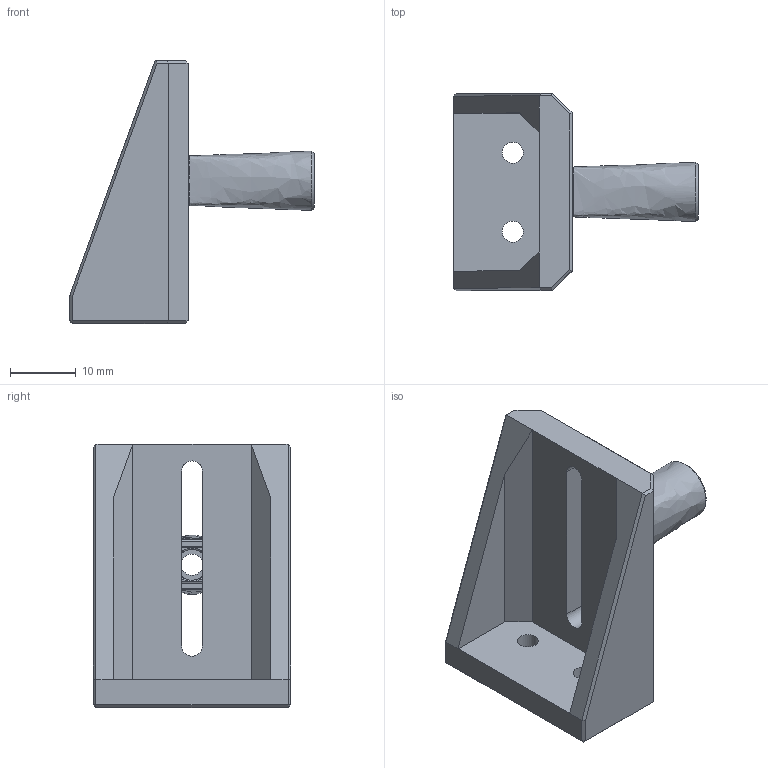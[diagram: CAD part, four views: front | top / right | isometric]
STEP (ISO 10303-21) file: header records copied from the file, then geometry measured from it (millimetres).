
FILE_DESCRIPTION (( 'STEP AP214' ), '1' );
FILE_NAME ('beefy_depressor_mount_aaasembly.STEP', '2024-02-14T15:15:02', ( '' ), ( '' ), 'SwSTEP 2.0', 'SolidWorks 2024', '' );
FILE_SCHEMA (( 'AUTOMOTIVE_DESIGN' ));
Length unit declared in the file: millimetre
Products named in the file (3): beefy_depressor_mount_aaasembly; depressor_mount_Part1; depressor_Part1
Assembly tree (2 placements, depth 2):
  beefy_depressor_mount_aaasembly
    depressor_mount_Part1
    depressor_Part1
Bounding box: 37.2 x 30 x 40 mm (x, y, z)
Volume: 9309.6 mm3; surface area: 5725.3 mm2
Topology: 2 solids, 2 shells, 334 faces, 897 edges, 552 vertices
Faces by surface type: plane 226, cylinder 43, bspline 38, sphere 20, torus 4, cone 3
Full cylindrical faces by diameter (mm): 3.2 x2, 3.25 x1, 4.7 x2
Entity records: 12123 total; most frequent: CARTESIAN_POINT 4177, ORIENTED_EDGE 1728, DIRECTION 1477, EDGE_CURVE 864, VECTOR 635, LINE 635, VERTEX_POINT 543, AXIS2_PLACEMENT_3D 421
